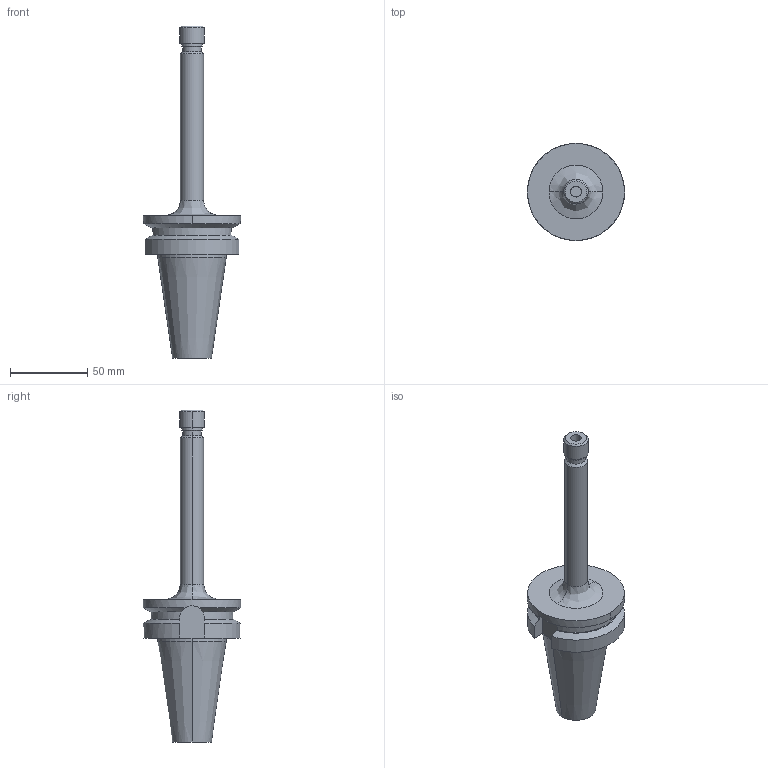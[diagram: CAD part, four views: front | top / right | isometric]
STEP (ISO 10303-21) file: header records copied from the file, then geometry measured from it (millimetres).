
FILE_DESCRIPTION (( 'STEP AP203' ), '1' );
FILE_NAME ('STP-16324.STEP', '2017-03-23T00:42:11', ( '' ), ( '' ), 'SwSTEP 2.0', 'SolidWorks 2015', '' );
FILE_SCHEMA (( 'CONFIG_CONTROL_DESIGN' ));
Length unit declared in the file: millimetre
Products named in the file (1): STP-16324
Bounding box: 63 x 63 x 215.4 mm (x, y, z)
Volume: 147840.4 mm3; surface area: 27129.3 mm2
Topology: 1 solids, 1 shells, 62 faces, 146 edges, 91 vertices
Faces by surface type: cylinder 27, plane 18, cone 15, bspline 2
Entity records: 2091 total; most frequent: CARTESIAN_POINT 590, DIRECTION 310, ORIENTED_EDGE 288, EDGE_CURVE 144, AXIS2_PLACEMENT_3D 124, VERTEX_POINT 91, EDGE_LOOP 69, CIRCLE 63
